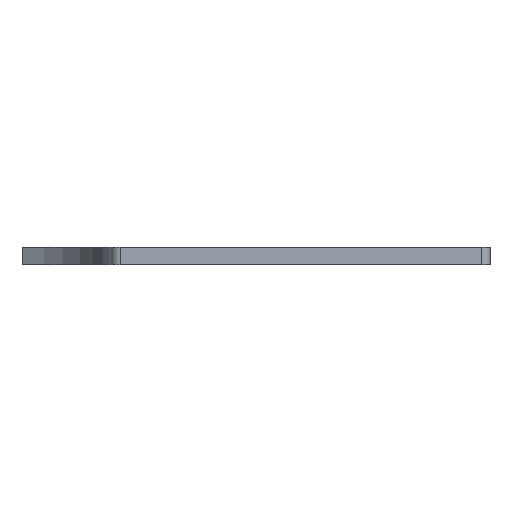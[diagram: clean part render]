
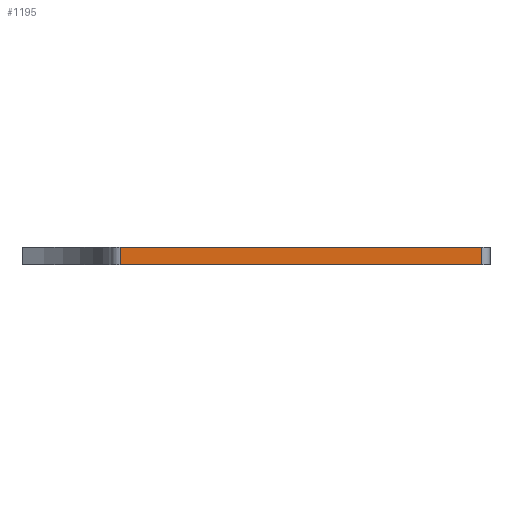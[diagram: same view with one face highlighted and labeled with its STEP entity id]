
A CAD part, left-side view. The second image highlights one B-rep face of the part: STEP entity #1195.
In plain terms, the highlighted planar face has unit normal (-1, 0, 0).
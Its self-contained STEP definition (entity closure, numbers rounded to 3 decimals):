
#40 = DIRECTION ( 'NONE',  ( 0., 0., 1. ) ) ;
#44 = LINE ( 'NONE', #1168, #868 ) ;
#62 = EDGE_CURVE ( 'NONE', #801, #1138, #639, .T. ) ;
#70 = CARTESIAN_POINT ( 'NONE',  ( 0., 85., 4. ) ) ;
#80 = VECTOR ( 'NONE', #789, 1000. ) ;
#147 = CARTESIAN_POINT ( 'NONE',  ( 0., 85., 0. ) ) ;
#159 = DIRECTION ( 'NONE',  ( 0., -1., 0. ) ) ;
#178 = CARTESIAN_POINT ( 'NONE',  ( 0., 2., 0. ) ) ;
#221 = CARTESIAN_POINT ( 'NONE',  ( 0., 83., 0. ) ) ;
#238 = VERTEX_POINT ( 'NONE', #178 ) ;
#252 = VECTOR ( 'NONE', #343, 1000. ) ;
#289 = CARTESIAN_POINT ( 'NONE',  ( 0., 83., 4. ) ) ;
#343 = DIRECTION ( 'NONE',  ( 0., -1., 0. ) ) ;
#344 = EDGE_CURVE ( 'NONE', #801, #368, #1158, .T. ) ;
#348 = VECTOR ( 'NONE', #159, 1000. ) ;
#368 = VERTEX_POINT ( 'NONE', #221 ) ;
#410 = CARTESIAN_POINT ( 'NONE',  ( 0., 85., 4. ) ) ;
#460 = EDGE_CURVE ( 'NONE', #368, #238, #799, .T. ) ;
#463 = ORIENTED_EDGE ( 'NONE', *, *, #344, .T. ) ;
#464 = CARTESIAN_POINT ( 'NONE',  ( 0., 2., 4. ) ) ;
#495 = FACE_OUTER_BOUND ( 'NONE', #658, .T. ) ;
#503 = ORIENTED_EDGE ( 'NONE', *, *, #62, .F. ) ;
#512 = DIRECTION ( 'NONE',  ( 0., 1., 0. ) ) ;
#639 = LINE ( 'NONE', #70, #348 ) ;
#658 = EDGE_LOOP ( 'NONE', ( #1219, #787, #503, #463 ) ) ;
#787 = ORIENTED_EDGE ( 'NONE', *, *, #1206, .T. ) ;
#789 = DIRECTION ( 'NONE',  ( 0., 0., -1. ) ) ;
#799 = LINE ( 'NONE', #147, #252 ) ;
#801 = VERTEX_POINT ( 'NONE', #289 ) ;
#868 = VECTOR ( 'NONE', #40, 1000. ) ;
#880 = PLANE ( 'NONE',  #1102 ) ;
#897 = DIRECTION ( 'NONE',  ( 1., 0., 0. ) ) ;
#1075 = CARTESIAN_POINT ( 'NONE',  ( 0., 83., 4. ) ) ;
#1102 = AXIS2_PLACEMENT_3D ( 'NONE', #410, #897, #512 ) ;
#1138 = VERTEX_POINT ( 'NONE', #464 ) ;
#1158 = LINE ( 'NONE', #1075, #80 ) ;
#1168 = CARTESIAN_POINT ( 'NONE',  ( 0., 2., 4. ) ) ;
#1195 = ADVANCED_FACE ( 'NONE', ( #495 ), #880, .F. ) ;
#1206 = EDGE_CURVE ( 'NONE', #238, #1138, #44, .T. ) ;
#1219 = ORIENTED_EDGE ( 'NONE', *, *, #460, .T. ) ;
